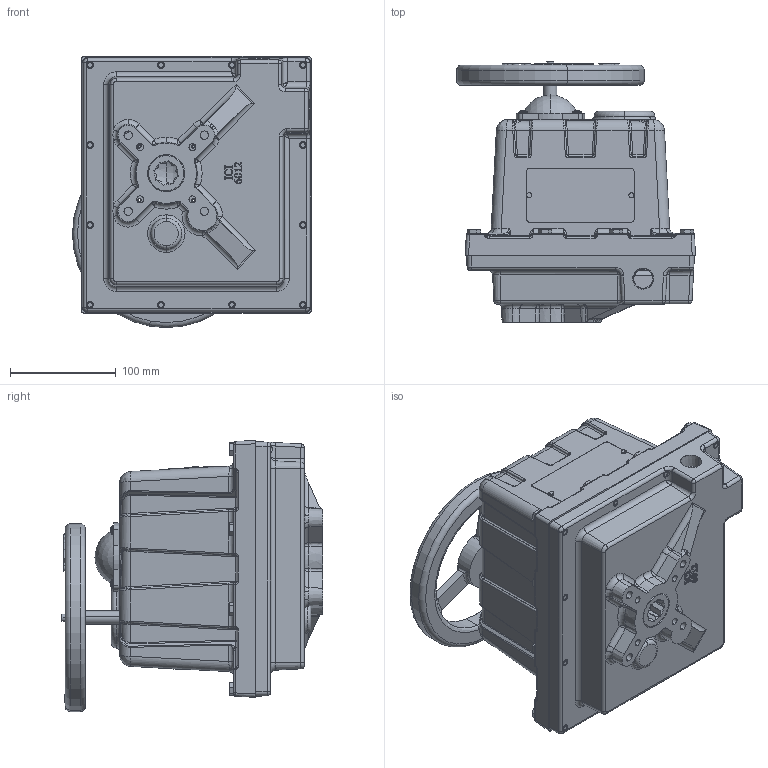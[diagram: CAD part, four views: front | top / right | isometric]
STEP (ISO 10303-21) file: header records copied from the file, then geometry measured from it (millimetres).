
FILE_DESCRIPTION (( 'STEP AP214' ), '1' );
FILE_NAME ('PROVOLT.STEP', '2023-03-22T15:10:50', ( '' ), ( '' ), 'SwSTEP 2.0', 'SolidWorks 2022', '' );
FILE_SCHEMA (( 'AUTOMOTIVE_DESIGN' ));
Length unit declared in the file: inch
Products named in the file (1): PROVOLT
Bounding box: 226.36 x 247.23 x 256.81 mm (x, y, z)
Surface area: 338049.3 mm2 (no closed solid volume)
Topology: 0 solids, 66 shells, 1650 faces, 5281 edges, 3531 vertices
Faces by surface type: plane 468, cylinder 450, bspline 403, cone 150, torus 95, sphere 84
Entity records: 113435 total; most frequent: CARTESIAN_POINT 50664, ORIENTED_EDGE 8559, DIRECTION 7592, EDGE_CURVE 5188, VERTEX_POINT 3531, AXIS2_PLACEMENT_3D 2647, VECTOR 2298, LINE 2298
